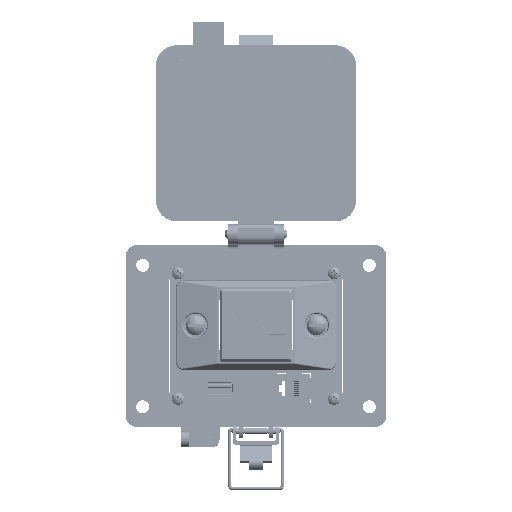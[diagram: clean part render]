
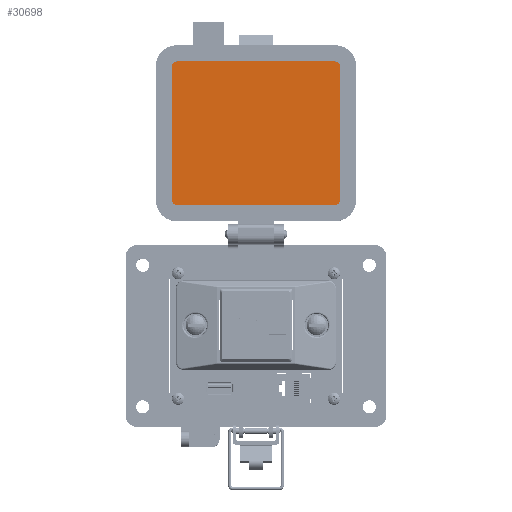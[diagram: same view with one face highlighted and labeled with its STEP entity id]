
A CAD part, top view. The second image highlights one B-rep face of the part: STEP entity #30698.
In plain terms, the highlighted planar face has unit normal (0, 0, 1).
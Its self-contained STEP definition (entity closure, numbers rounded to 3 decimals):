
#1297 = CARTESIAN_POINT ( 'NONE',  ( 38.212, 93.196, 19.202 ) ) ;
#2919 = DIRECTION ( 'NONE',  ( 0., 0., -1. ) ) ;
#3694 = VERTEX_POINT ( 'NONE', #34604 ) ;
#3804 = ORIENTED_EDGE ( 'NONE', *, *, #94720, .F. ) ;
#4336 = AXIS2_PLACEMENT_3D ( 'NONE', #108543, #56715, #109671 ) ;
#6283 = VERTEX_POINT ( 'NONE', #104451 ) ;
#9198 = EDGE_CURVE ( 'NONE', #40182, #30018, #91536, .T. ) ;
#9213 = EDGE_LOOP ( 'NONE', ( #52421, #78661, #59121, #51589, #59227, #110526, #3804, #89592 ) ) ;
#9848 = DIRECTION ( 'NONE',  ( 0., 0., -1. ) ) ;
#10339 = CARTESIAN_POINT ( 'NONE',  ( -3.279, 57.705, 19.202 ) ) ;
#12929 = CARTESIAN_POINT ( 'NONE',  ( 38.212, 60.004, 19.202 ) ) ;
#13880 = VECTOR ( 'NONE', #72101, 1000. ) ;
#15683 = CARTESIAN_POINT ( 'NONE',  ( 38.212, 126.389, 19.202 ) ) ;
#16973 = LINE ( 'NONE', #79119, #61216 ) ;
#22210 = EDGE_CURVE ( 'NONE', #99420, #40182, #16973, .T. ) ;
#23648 = LINE ( 'NONE', #113534, #67822 ) ;
#24673 = CARTESIAN_POINT ( 'NONE',  ( -42.469, 128.688, 19.202 ) ) ;
#24940 = EDGE_CURVE ( 'NONE', #100674, #99420, #90012, .T. ) ;
#26213 = DIRECTION ( 'NONE',  ( 1., 0., 0. ) ) ;
#29186 = AXIS2_PLACEMENT_3D ( 'NONE', #79963, #71432, #35965 ) ;
#30018 = VERTEX_POINT ( 'NONE', #15683 ) ;
#30698 = ADVANCED_FACE ( 'NONE', ( #107177 ), #73710, .T. ) ;
#34604 = CARTESIAN_POINT ( 'NONE',  ( -42.469, 57.705, 19.202 ) ) ;
#35965 = DIRECTION ( 'NONE',  ( 0., -1., 0. ) ) ;
#40182 = VERTEX_POINT ( 'NONE', #83211 ) ;
#43002 = DIRECTION ( 'NONE',  ( 0., 0., -1. ) ) ;
#45067 = AXIS2_PLACEMENT_3D ( 'NONE', #95923, #43002, #104851 ) ;
#51589 = ORIENTED_EDGE ( 'NONE', *, *, #22210, .F. ) ;
#52421 = ORIENTED_EDGE ( 'NONE', *, *, #84425, .F. ) ;
#53529 = LINE ( 'NONE', #1297, #97774 ) ;
#55795 = CARTESIAN_POINT ( 'NONE',  ( -42.469, 60.004, 19.202 ) ) ;
#56715 = DIRECTION ( 'NONE',  ( 0., 0., 1. ) ) ;
#59121 = ORIENTED_EDGE ( 'NONE', *, *, #9198, .F. ) ;
#59227 = ORIENTED_EDGE ( 'NONE', *, *, #24940, .F. ) ;
#61216 = VECTOR ( 'NONE', #26213, 1000. ) ;
#64670 = DIRECTION ( 'NONE',  ( 1., 0., 0. ) ) ;
#66257 = EDGE_CURVE ( 'NONE', #105727, #3694, #84369, .T. ) ;
#67822 = VECTOR ( 'NONE', #69427, 1000. ) ;
#68736 = CARTESIAN_POINT ( 'NONE',  ( 35.912, 57.705, 19.202 ) ) ;
#68994 = CARTESIAN_POINT ( 'NONE',  ( -44.769, 126.389, 19.202 ) ) ;
#69427 = DIRECTION ( 'NONE',  ( 0., 1., 0. ) ) ;
#70394 = CIRCLE ( 'NONE', #89553, 2.299 ) ;
#71432 = DIRECTION ( 'NONE',  ( 0., 0., -1. ) ) ;
#71595 = CARTESIAN_POINT ( 'NONE',  ( 35.912, 126.389, 19.202 ) ) ;
#72101 = DIRECTION ( 'NONE',  ( -1., 0., 0. ) ) ;
#73710 = PLANE ( 'NONE',  #4336 ) ;
#75349 = EDGE_CURVE ( 'NONE', #30018, #101053, #53529, .T. ) ;
#78661 = ORIENTED_EDGE ( 'NONE', *, *, #75349, .F. ) ;
#79119 = CARTESIAN_POINT ( 'NONE',  ( -3.279, 128.688, 19.202 ) ) ;
#79963 = CARTESIAN_POINT ( 'NONE',  ( -42.469, 126.389, 19.202 ) ) ;
#80083 = EDGE_CURVE ( 'NONE', #6283, #100674, #23648, .T. ) ;
#83211 = CARTESIAN_POINT ( 'NONE',  ( 35.912, 128.688, 19.202 ) ) ;
#84369 = LINE ( 'NONE', #10339, #13880 ) ;
#84425 = EDGE_CURVE ( 'NONE', #101053, #105727, #112531, .T. ) ;
#89553 = AXIS2_PLACEMENT_3D ( 'NONE', #55795, #2919, #64670 ) ;
#89592 = ORIENTED_EDGE ( 'NONE', *, *, #66257, .F. ) ;
#90012 = CIRCLE ( 'NONE', #29186, 2.299 ) ;
#91536 = CIRCLE ( 'NONE', #107250, 2.299 ) ;
#94720 = EDGE_CURVE ( 'NONE', #3694, #6283, #70394, .T. ) ;
#95923 = CARTESIAN_POINT ( 'NONE',  ( 35.912, 60.004, 19.202 ) ) ;
#97774 = VECTOR ( 'NONE', #98962, 1000. ) ;
#98288 = DIRECTION ( 'NONE',  ( 1., 0., 0. ) ) ;
#98962 = DIRECTION ( 'NONE',  ( 0., -1., 0. ) ) ;
#99420 = VERTEX_POINT ( 'NONE', #24673 ) ;
#100674 = VERTEX_POINT ( 'NONE', #68994 ) ;
#101053 = VERTEX_POINT ( 'NONE', #12929 ) ;
#104451 = CARTESIAN_POINT ( 'NONE',  ( -44.769, 60.004, 19.202 ) ) ;
#104851 = DIRECTION ( 'NONE',  ( 0., -1., 0. ) ) ;
#105727 = VERTEX_POINT ( 'NONE', #68736 ) ;
#107177 = FACE_OUTER_BOUND ( 'NONE', #9213, .T. ) ;
#107250 = AXIS2_PLACEMENT_3D ( 'NONE', #71595, #9848, #98288 ) ;
#108543 = CARTESIAN_POINT ( 'NONE',  ( 39.871, 130.108, 19.202 ) ) ;
#109671 = DIRECTION ( 'NONE',  ( -1., 0., 0. ) ) ;
#110526 = ORIENTED_EDGE ( 'NONE', *, *, #80083, .F. ) ;
#112531 = CIRCLE ( 'NONE', #45067, 2.299 ) ;
#113534 = CARTESIAN_POINT ( 'NONE',  ( -44.769, 93.196, 19.202 ) ) ;
